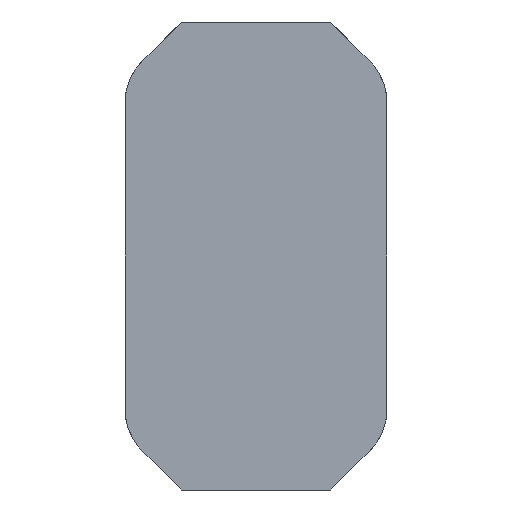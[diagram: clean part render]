
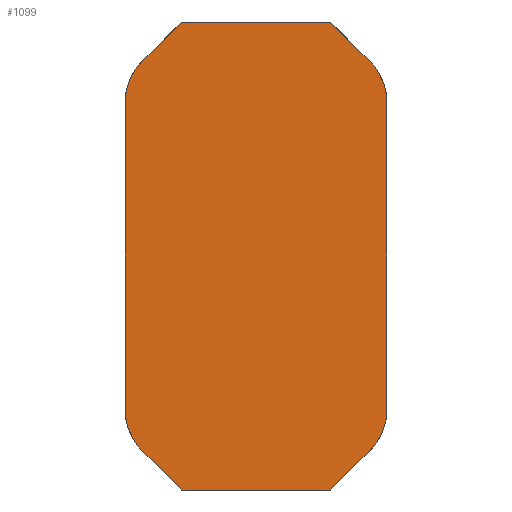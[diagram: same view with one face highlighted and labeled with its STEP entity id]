
A CAD part, front view. The second image highlights one B-rep face of the part: STEP entity #1099.
In plain terms, the highlighted planar face has unit normal (0, -1, 0).
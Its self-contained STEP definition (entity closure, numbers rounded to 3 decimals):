
#764=CARTESIAN_POINT('',(218.352,-229.676,499.514));
#765=VERTEX_POINT('',#764);
#772=CARTESIAN_POINT('',(205.273,-229.676,499.514));
#773=VERTEX_POINT('',#772);
#774=CARTESIAN_POINT('',(205.273,-229.676,499.514));
#775=DIRECTION('',(1.,0.,-0.));
#776=VECTOR('',#775,13.079);
#777=LINE('',#774,#776);
#778=EDGE_CURVE('',#773,#765,#777,.T.);
#831=CARTESIAN_POINT('',(201.8,-229.676,537.112));
#832=VERTEX_POINT('',#831);
#839=CARTESIAN_POINT('',(205.273,-229.676,540.586));
#840=VERTEX_POINT('',#839);
#841=CARTESIAN_POINT('',(201.8,-229.676,537.112));
#842=DIRECTION('',(0.707,0.,0.707));
#843=VECTOR('',#842,4.912);
#844=LINE('',#841,#843);
#845=EDGE_CURVE('',#832,#840,#844,.T.);
#862=CARTESIAN_POINT('',(200.336,-229.676,506.523));
#863=VERTEX_POINT('',#862);
#864=CARTESIAN_POINT('',(200.336,-229.676,533.577));
#865=VERTEX_POINT('',#864);
#866=CARTESIAN_POINT('',(200.336,-229.676,506.523));
#867=DIRECTION('',(-0.,0.,1.));
#868=VECTOR('',#867,27.054);
#869=LINE('',#866,#868);
#870=EDGE_CURVE('',#863,#865,#869,.T.);
#902=CARTESIAN_POINT('',(201.8,-229.676,502.987));
#903=VERTEX_POINT('',#902);
#904=CARTESIAN_POINT('',(205.273,-229.676,499.514));
#905=DIRECTION('',(-0.707,0.,0.707));
#906=VECTOR('',#905,4.912);
#907=LINE('',#904,#906);
#908=EDGE_CURVE('',#773,#903,#907,.T.);
#942=CARTESIAN_POINT('',(221.826,-229.676,502.987));
#943=VERTEX_POINT('',#942);
#950=CARTESIAN_POINT('',(221.826,-229.676,502.987));
#951=DIRECTION('',(-0.707,0.,-0.707));
#952=VECTOR('',#951,4.912);
#953=LINE('',#950,#952);
#954=EDGE_CURVE('',#943,#765,#953,.T.);
#964=CARTESIAN_POINT('',(223.29,-229.676,506.523));
#965=VERTEX_POINT('',#964);
#982=CARTESIAN_POINT('',(223.29,-229.676,533.577));
#983=VERTEX_POINT('',#982);
#990=CARTESIAN_POINT('',(223.29,-229.676,533.577));
#991=DIRECTION('',(0.,-0.,-1.));
#992=VECTOR('',#991,27.054);
#993=LINE('',#990,#992);
#994=EDGE_CURVE('',#983,#965,#993,.T.);
#1004=CARTESIAN_POINT('',(218.352,-229.676,540.586));
#1005=VERTEX_POINT('',#1004);
#1006=CARTESIAN_POINT('',(221.826,-229.676,537.112));
#1007=VERTEX_POINT('',#1006);
#1008=CARTESIAN_POINT('',(218.352,-229.676,540.586));
#1009=DIRECTION('',(0.707,0.,-0.707));
#1010=VECTOR('',#1009,4.912);
#1011=LINE('',#1008,#1010);
#1012=EDGE_CURVE('',#1005,#1007,#1011,.T.);
#1044=CARTESIAN_POINT('',(205.273,-229.676,540.586));
#1045=DIRECTION('',(1.,0.,-0.));
#1046=VECTOR('',#1045,13.079);
#1047=LINE('',#1044,#1046);
#1048=EDGE_CURVE('',#840,#1005,#1047,.T.);
#1056=CARTESIAN_POINT('',(206.812,-229.676,520.05));
#1057=DIRECTION('',(0.,-1.,0.));
#1058=DIRECTION('',(1.,0.,-0.));
#1059=AXIS2_PLACEMENT_3D('',#1056,#1057,#1058);
#1060=PLANE('',#1059);
#1061=ORIENTED_EDGE('',*,*,#845,.F.);
#1062=CARTESIAN_POINT('',(205.336,-229.676,533.577));
#1063=DIRECTION('',(0.,-1.,0.));
#1064=DIRECTION('',(1.,0.,-0.));
#1065=AXIS2_PLACEMENT_3D('',#1062,#1063,#1064);
#1066=ELLIPSE('',#1065,5.,5.);
#1067=EDGE_CURVE('',#832,#865,#1066,.T.);
#1068=ORIENTED_EDGE('',*,*,#1067,.T.);
#1069=ORIENTED_EDGE('',*,*,#870,.F.);
#1070=CARTESIAN_POINT('',(205.336,-229.676,506.523));
#1071=DIRECTION('',(0.,-1.,0.));
#1072=DIRECTION('',(1.,0.,-0.));
#1073=AXIS2_PLACEMENT_3D('',#1070,#1071,#1072);
#1074=ELLIPSE('',#1073,5.,5.);
#1075=EDGE_CURVE('',#863,#903,#1074,.T.);
#1076=ORIENTED_EDGE('',*,*,#1075,.T.);
#1077=ORIENTED_EDGE('',*,*,#908,.F.);
#1078=ORIENTED_EDGE('',*,*,#778,.T.);
#1079=ORIENTED_EDGE('',*,*,#954,.F.);
#1080=CARTESIAN_POINT('',(218.29,-229.676,506.523));
#1081=DIRECTION('',(0.,-1.,0.));
#1082=DIRECTION('',(1.,0.,-0.));
#1083=AXIS2_PLACEMENT_3D('',#1080,#1081,#1082);
#1084=ELLIPSE('',#1083,5.,5.);
#1085=EDGE_CURVE('',#943,#965,#1084,.T.);
#1086=ORIENTED_EDGE('',*,*,#1085,.T.);
#1087=ORIENTED_EDGE('',*,*,#994,.F.);
#1088=CARTESIAN_POINT('',(218.29,-229.676,533.577));
#1089=DIRECTION('',(0.,-1.,0.));
#1090=DIRECTION('',(1.,0.,-0.));
#1091=AXIS2_PLACEMENT_3D('',#1088,#1089,#1090);
#1092=ELLIPSE('',#1091,5.,5.);
#1093=EDGE_CURVE('',#983,#1007,#1092,.T.);
#1094=ORIENTED_EDGE('',*,*,#1093,.T.);
#1095=ORIENTED_EDGE('',*,*,#1012,.F.);
#1096=ORIENTED_EDGE('',*,*,#1048,.F.);
#1097=EDGE_LOOP('',(#1061,#1068,#1069,#1076,#1077,#1078,#1079,#1086,#1087,#1094,#1095,#1096));
#1098=FACE_BOUND('',#1097,.T.);
#1099=ADVANCED_FACE('',(#1098),#1060,.T.);
